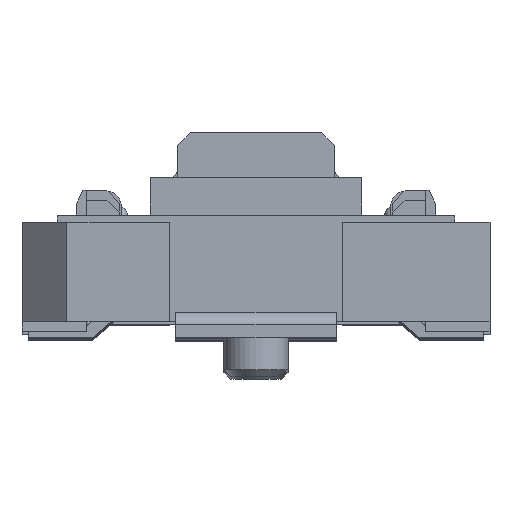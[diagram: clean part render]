
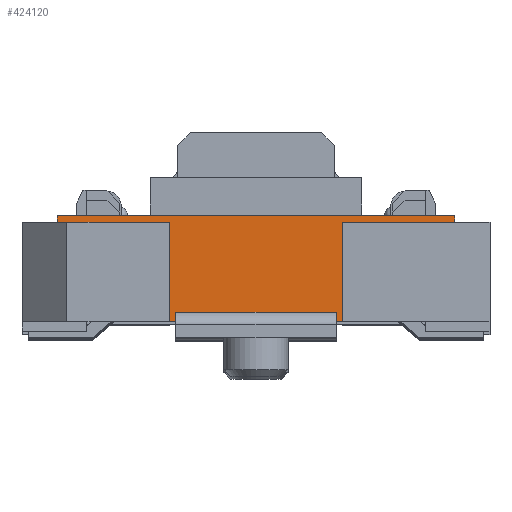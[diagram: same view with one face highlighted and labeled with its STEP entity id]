
A CAD part, top view. The second image highlights one B-rep face of the part: STEP entity #424120.
In plain terms, the highlighted planar face has unit normal (0, 0, 1).
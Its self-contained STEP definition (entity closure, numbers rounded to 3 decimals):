
#118520=CARTESIAN_POINT('',(-0.901,0.918,
21.648));
#118530=VERTEX_POINT('',#118520);
#118560=CARTESIAN_POINT('',(-2.657,0.918,
21.648));
#118570=DIRECTION('',(-1.,0.,0.));
#118580=VECTOR('',#118570,1.);
#118590=LINE('',#118560,#118580);
#118600=CARTESIAN_POINT('',(0.849,0.918,
21.648));
#118610=VERTEX_POINT('',#118600);
#118620=EDGE_CURVE('',#118610,#118530,#118590,.T.);
#244910=CARTESIAN_POINT('',(-3.601,0.918,
21.648));
#244920=VERTEX_POINT('',#244910);
#244950=CARTESIAN_POINT('',(-3.601,1.349,
21.648));
#244960=DIRECTION('',(0.,-1.,0.));
#244970=VECTOR('',#244960,1.);
#244980=LINE('',#244950,#244970);
#244990=CARTESIAN_POINT('',(-3.601,-0.632,
21.648));
#245000=VERTEX_POINT('',#244990);
#245010=EDGE_CURVE('',#244920,#245000,#244980,.T.);
#350250=CARTESIAN_POINT('',(-5.351,0.918,
21.648));
#350260=VERTEX_POINT('',#350250);
#350310=EDGE_CURVE('',#244920,#350260,#118590,.T.);
#351750=CARTESIAN_POINT('',(-2.657,-0.632,
21.648));
#351760=DIRECTION('',(-1.,0.,0.));
#351770=VECTOR('',#351760,1.);
#351780=LINE('',#351750,#351770);
#351790=CARTESIAN_POINT('',(-3.501,-0.632,
21.648));
#351800=VERTEX_POINT('',#351790);
#351810=EDGE_CURVE('',#351800,#245000,#351780,.T.);
#352030=CARTESIAN_POINT('',(-1.001,-0.632,
21.648));
#352040=VERTEX_POINT('',#352030);
#352070=CARTESIAN_POINT('',(-0.901,-0.632,
21.648));
#352080=VERTEX_POINT('',#352070);
#352090=EDGE_CURVE('',#352080,#352040,#351780,.T.);
#421090=CARTESIAN_POINT('',(-5.351,1.018,
21.648));
#421100=VERTEX_POINT('',#421090);
#421660=CARTESIAN_POINT('',(0.849,1.018,
21.648));
#421670=VERTEX_POINT('',#421660);
#421700=CARTESIAN_POINT('',(-2.657,1.018,
21.648));
#421710=DIRECTION('',(1.,0.,-0.));
#421720=VECTOR('',#421710,1.);
#421730=LINE('',#421700,#421720);
#421740=EDGE_CURVE('',#421100,#421670,#421730,.T.);
#422220=CARTESIAN_POINT('',(0.849,1.349,
21.648));
#422230=DIRECTION('',(0.,-1.,0.));
#422240=VECTOR('',#422230,1.);
#422250=LINE('',#422220,#422240);
#422260=EDGE_CURVE('',#421670,#118610,#422250,.T.);
#423180=CARTESIAN_POINT('',(-5.351,1.349,
21.648));
#423190=DIRECTION('',(0.,-1.,0.));
#423200=VECTOR('',#423190,1.);
#423210=LINE('',#423180,#423200);
#423220=EDGE_CURVE('',#421100,#350260,#423210,.T.);
#423620=CARTESIAN_POINT('',(-0.901,1.349,
21.648));
#423630=DIRECTION('',(0.,-1.,0.));
#423640=VECTOR('',#423630,1.);
#423650=LINE('',#423620,#423640);
#423660=EDGE_CURVE('',#118530,#352080,#423650,.T.);
#423740=CARTESIAN_POINT('',(-3.501,0.518,
21.648));
#423750=DIRECTION('',(0.,0.,1.));
#423760=DIRECTION('',(-1.,0.,0.));
#423770=AXIS2_PLACEMENT_3D('',#423740,#423750,#423760);
#423780=PLANE('',#423770);
#423790=ORIENTED_EDGE('',*,*,#423660,.F.);
#423800=ORIENTED_EDGE('',*,*,#352090,.F.);
#423810=CARTESIAN_POINT('',(-1.001,1.349,
21.648));
#423820=DIRECTION('',(0.,-1.,0.));
#423830=VECTOR('',#423820,1.);
#423840=LINE('',#423810,#423830);
#423850=CARTESIAN_POINT('',(-1.001,-0.482,
21.648));
#423860=VERTEX_POINT('',#423850);
#423870=EDGE_CURVE('',#423860,#352040,#423840,.T.);
#423880=ORIENTED_EDGE('',*,*,#423870,.T.);
#423890=CARTESIAN_POINT('',(-3.501,-0.482,
21.648));
#423900=DIRECTION('',(-1.,0.,0.));
#423910=VECTOR('',#423900,1.);
#423920=LINE('',#423890,#423910);
#423930=CARTESIAN_POINT('',(-3.501,-0.482,
21.648));
#423940=VERTEX_POINT('',#423930);
#423950=EDGE_CURVE('',#423860,#423940,#423920,.T.);
#423960=ORIENTED_EDGE('',*,*,#423950,.F.);
#423970=CARTESIAN_POINT('',(-3.501,1.349,
21.648));
#423980=DIRECTION('',(0.,1.,0.));
#423990=VECTOR('',#423980,1.);
#424000=LINE('',#423970,#423990);
#424010=EDGE_CURVE('',#351800,#423940,#424000,.T.);
#424020=ORIENTED_EDGE('',*,*,#424010,.T.);
#424030=ORIENTED_EDGE('',*,*,#351810,.F.);
#424040=ORIENTED_EDGE('',*,*,#245010,.T.);
#424050=ORIENTED_EDGE('',*,*,#350310,.F.);
#424060=ORIENTED_EDGE('',*,*,#423220,.T.);
#424070=ORIENTED_EDGE('',*,*,#421740,.F.);
#424080=ORIENTED_EDGE('',*,*,#422260,.F.);
#424090=ORIENTED_EDGE('',*,*,#118620,.F.);
#424100=EDGE_LOOP('',(#424090,#424080,#424070,#424060,#424050,#424040,
#424030,#424020,#423960,#423880,#423800,#423790));
#424110=FACE_OUTER_BOUND('',#424100,.T.);
#424120=ADVANCED_FACE('',(#424110),#423780,.T.);
